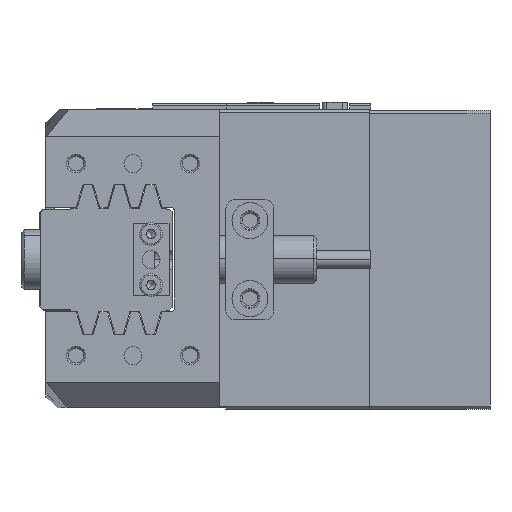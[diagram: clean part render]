
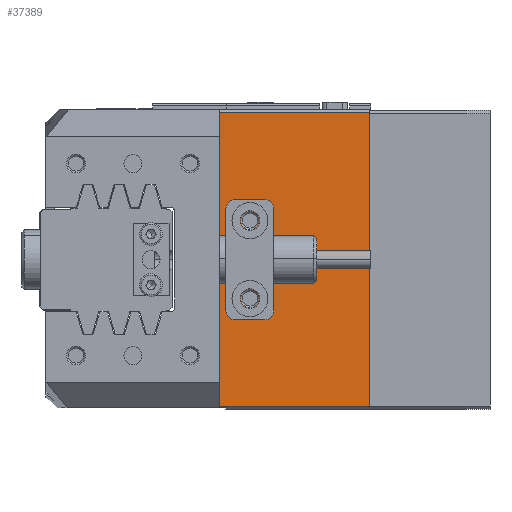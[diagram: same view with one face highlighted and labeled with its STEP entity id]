
A CAD part, left-side view. The second image highlights one B-rep face of the part: STEP entity #37389.
In plain terms, the highlighted planar face has unit normal (-1, 0, 0).
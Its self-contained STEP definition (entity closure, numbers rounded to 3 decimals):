
#201 = FACE_BOUND ( 'NONE', #33017, .T. ) ;
#2071 = AXIS2_PLACEMENT_3D ( 'NONE', #39360, #15979, #9223 ) ;
#2267 = EDGE_CURVE ( 'NONE', #37287, #27978, #20477, .T. ) ;
#2313 = CIRCLE ( 'NONE', #10701, 1.55 ) ;
#2337 = CARTESIAN_POINT ( 'NONE',  ( -40.5, -12.5, -4.95 ) ) ;
#2819 = VECTOR ( 'NONE', #41665, 1000. ) ;
#3375 = FACE_BOUND ( 'NONE', #39311, .T. ) ;
#3717 = DIRECTION ( 'NONE',  ( 1., 0., 0. ) ) ;
#4091 = CARTESIAN_POINT ( 'NONE',  ( -40.5, -12.5, 4.95 ) ) ;
#4699 = VERTEX_POINT ( 'NONE', #27674 ) ;
#5153 = VERTEX_POINT ( 'NONE', #37256 ) ;
#5534 = ORIENTED_EDGE ( 'NONE', *, *, #23977, .T. ) ;
#5557 = LINE ( 'NONE', #10656, #21820 ) ;
#6531 = DIRECTION ( 'NONE',  ( 0., 0., -1. ) ) ;
#8422 = EDGE_CURVE ( 'NONE', #5153, #37360, #21234, .T. ) ;
#8809 = AXIS2_PLACEMENT_3D ( 'NONE', #10565, #3717, #40712 ) ;
#9223 = DIRECTION ( 'NONE',  ( 0., 0., -1. ) ) ;
#10565 = CARTESIAN_POINT ( 'NONE',  ( -40.5, -12.5, 6.5 ) ) ;
#10656 = CARTESIAN_POINT ( 'NONE',  ( -40.5, -32.5, -24.5 ) ) ;
#10701 = AXIS2_PLACEMENT_3D ( 'NONE', #16997, #36569, #43329 ) ;
#14405 = ORIENTED_EDGE ( 'NONE', *, *, #15294, .T. ) ;
#14877 = EDGE_CURVE ( 'NONE', #33503, #36170, #41509, .T. ) ;
#14878 = CARTESIAN_POINT ( 'NONE',  ( -40.5, -32.5, 24.5 ) ) ;
#15294 = EDGE_CURVE ( 'NONE', #5153, #4699, #15359, .T. ) ;
#15359 = LINE ( 'NONE', #14878, #2819 ) ;
#15512 = DIRECTION ( 'NONE',  ( 0., 0., -1. ) ) ;
#15832 = VERTEX_POINT ( 'NONE', #30454 ) ;
#15979 = DIRECTION ( 'NONE',  ( 1., 0., 0. ) ) ;
#16051 = CARTESIAN_POINT ( 'NONE',  ( -40.5, -32.5, 25. ) ) ;
#16146 = PLANE ( 'NONE',  #27976 ) ;
#16289 = DIRECTION ( 'NONE',  ( 0., 0., -1. ) ) ;
#16997 = CARTESIAN_POINT ( 'NONE',  ( -40.5, -12.5, 6.5 ) ) ;
#20477 = CIRCLE ( 'NONE', #8809, 1.55 ) ;
#20564 = DIRECTION ( 'NONE',  ( 0., 0., -1. ) ) ;
#20717 = CARTESIAN_POINT ( 'NONE',  ( -40.5, -7.5, 25. ) ) ;
#21234 = LINE ( 'NONE', #16051, #35334 ) ;
#21820 = VECTOR ( 'NONE', #27627, 1000. ) ;
#22022 = CARTESIAN_POINT ( 'NONE',  ( -40.5, -32.5, -24.5 ) ) ;
#22153 = ORIENTED_EDGE ( 'NONE', *, *, #34461, .T. ) ;
#22176 = CARTESIAN_POINT ( 'NONE',  ( -40.5, -12.5, 8.05 ) ) ;
#22680 = VECTOR ( 'NONE', #20564, 1000. ) ;
#22729 = EDGE_LOOP ( 'NONE', ( #29743, #27685, #42901, #14405 ) ) ;
#23554 = EDGE_CURVE ( 'NONE', #4699, #15832, #41610, .T. ) ;
#23977 = EDGE_CURVE ( 'NONE', #27978, #37287, #2313, .T. ) ;
#27627 = DIRECTION ( 'NONE',  ( 0., -1., 0. ) ) ;
#27674 = CARTESIAN_POINT ( 'NONE',  ( -40.5, -7.5, 24.5 ) ) ;
#27685 = ORIENTED_EDGE ( 'NONE', *, *, #35989, .T. ) ;
#27976 = AXIS2_PLACEMENT_3D ( 'NONE', #36330, #29759, #16289 ) ;
#27978 = VERTEX_POINT ( 'NONE', #4091 ) ;
#28004 = ORIENTED_EDGE ( 'NONE', *, *, #2267, .T. ) ;
#29743 = ORIENTED_EDGE ( 'NONE', *, *, #23554, .T. ) ;
#29759 = DIRECTION ( 'NONE',  ( 1., 0., 0. ) ) ;
#30454 = CARTESIAN_POINT ( 'NONE',  ( -40.5, -7.5, -24.5 ) ) ;
#30860 = ORIENTED_EDGE ( 'NONE', *, *, #14877, .T. ) ;
#31569 = AXIS2_PLACEMENT_3D ( 'NONE', #35815, #42415, #15512 ) ;
#33017 = EDGE_LOOP ( 'NONE', ( #22153, #30860 ) ) ;
#33034 = CARTESIAN_POINT ( 'NONE',  ( -40.5, -12.5, -8.05 ) ) ;
#33193 = FACE_OUTER_BOUND ( 'NONE', #22729, .T. ) ;
#33503 = VERTEX_POINT ( 'NONE', #33034 ) ;
#34461 = EDGE_CURVE ( 'NONE', #36170, #33503, #42830, .T. ) ;
#35334 = VECTOR ( 'NONE', #6531, 1000. ) ;
#35815 = CARTESIAN_POINT ( 'NONE',  ( -40.5, -12.5, -6.5 ) ) ;
#35989 = EDGE_CURVE ( 'NONE', #15832, #37360, #5557, .T. ) ;
#36170 = VERTEX_POINT ( 'NONE', #2337 ) ;
#36330 = CARTESIAN_POINT ( 'NONE',  ( -40.5, -32.5, 25. ) ) ;
#36569 = DIRECTION ( 'NONE',  ( 1., 0., 0. ) ) ;
#37256 = CARTESIAN_POINT ( 'NONE',  ( -40.5, -32.5, 24.5 ) ) ;
#37287 = VERTEX_POINT ( 'NONE', #22176 ) ;
#37360 = VERTEX_POINT ( 'NONE', #22022 ) ;
#37389 = ADVANCED_FACE ( 'NONE', ( #3375, #201, #33193 ), #16146, .F. ) ;
#39311 = EDGE_LOOP ( 'NONE', ( #28004, #5534 ) ) ;
#39360 = CARTESIAN_POINT ( 'NONE',  ( -40.5, -12.5, -6.5 ) ) ;
#40712 = DIRECTION ( 'NONE',  ( 0., 0., -1. ) ) ;
#41509 = CIRCLE ( 'NONE', #31569, 1.55 ) ;
#41610 = LINE ( 'NONE', #20717, #22680 ) ;
#41665 = DIRECTION ( 'NONE',  ( 0., 1., 0. ) ) ;
#42415 = DIRECTION ( 'NONE',  ( 1., 0., 0. ) ) ;
#42830 = CIRCLE ( 'NONE', #2071, 1.55 ) ;
#42901 = ORIENTED_EDGE ( 'NONE', *, *, #8422, .F. ) ;
#43329 = DIRECTION ( 'NONE',  ( 0., 0., -1. ) ) ;
